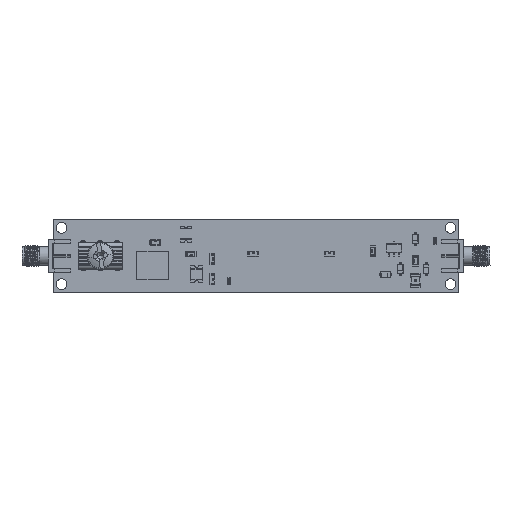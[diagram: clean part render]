
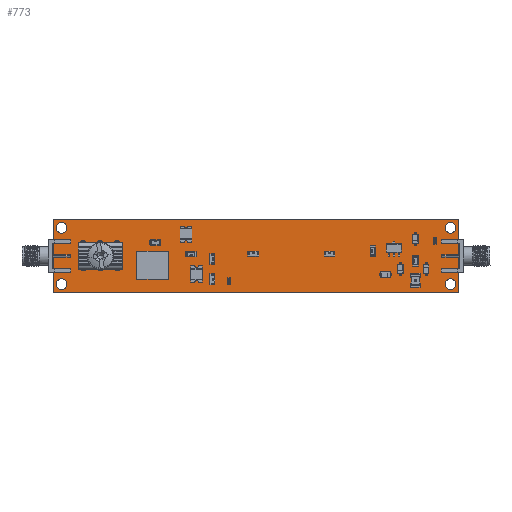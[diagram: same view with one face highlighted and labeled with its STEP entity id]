
A CAD part, top view. The second image highlights one B-rep face of the part: STEP entity #773.
In plain terms, the highlighted planar face has unit normal (0, 0, 1).
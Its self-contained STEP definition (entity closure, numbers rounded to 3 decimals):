
#140 = VERTEX_POINT('',#141);
#141 = CARTESIAN_POINT('',(0.,0.,1.655));
#147 = EDGE_CURVE('',#140,#148,#150,.T.);
#148 = VERTEX_POINT('',#149);
#149 = CARTESIAN_POINT('',(119.38,0.,1.655));
#150 = LINE('',#151,#152);
#151 = CARTESIAN_POINT('',(0.,0.,1.655));
#152 = VECTOR('',#153,1.);
#153 = DIRECTION('',(1.,0.,0.));
#178 = EDGE_CURVE('',#148,#179,#181,.T.);
#179 = VERTEX_POINT('',#180);
#180 = CARTESIAN_POINT('',(119.38,21.59,1.655));
#181 = LINE('',#182,#183);
#182 = CARTESIAN_POINT('',(119.38,0.,1.655));
#183 = VECTOR('',#184,1.);
#184 = DIRECTION('',(0.,1.,0.));
#209 = EDGE_CURVE('',#179,#210,#212,.T.);
#210 = VERTEX_POINT('',#211);
#211 = CARTESIAN_POINT('',(0.,21.59,1.655));
#212 = LINE('',#213,#214);
#213 = CARTESIAN_POINT('',(119.38,21.59,1.655));
#214 = VECTOR('',#215,1.);
#215 = DIRECTION('',(-1.,0.,0.));
#240 = EDGE_CURVE('',#210,#140,#241,.T.);
#241 = LINE('',#242,#243);
#242 = CARTESIAN_POINT('',(0.,21.59,1.655));
#243 = VECTOR('',#244,1.);
#244 = DIRECTION('',(0.,-1.,0.));
#264 = VERTEX_POINT('',#265);
#265 = CARTESIAN_POINT('',(4.088,2.5,1.655));
#271 = EDGE_CURVE('',#264,#264,#272,.T.);
#272 = CIRCLE('',#273,1.588);
#273 = AXIS2_PLACEMENT_3D('',#274,#275,#276);
#274 = CARTESIAN_POINT('',(2.5,2.5,1.655));
#275 = DIRECTION('',(0.,0.,1.));
#276 = DIRECTION('',(1.,0.,0.));
#297 = VERTEX_POINT('',#298);
#298 = CARTESIAN_POINT('',(14.865,7.4,1.655));
#304 = EDGE_CURVE('',#297,#297,#305,.T.);
#305 = CIRCLE('',#306,0.965);
#306 = AXIS2_PLACEMENT_3D('',#307,#308,#309);
#307 = CARTESIAN_POINT('',(13.9,7.4,1.655));
#308 = DIRECTION('',(0.,0.,1.));
#309 = DIRECTION('',(1.,0.,0.));
#330 = VERTEX_POINT('',#331);
#331 = CARTESIAN_POINT('',(9.865,7.4,1.655));
#337 = EDGE_CURVE('',#330,#330,#338,.T.);
#338 = CIRCLE('',#339,0.965);
#339 = AXIS2_PLACEMENT_3D('',#340,#341,#342);
#340 = CARTESIAN_POINT('',(8.9,7.4,1.655));
#341 = DIRECTION('',(0.,0.,1.));
#342 = DIRECTION('',(1.,0.,0.));
#363 = VERTEX_POINT('',#364);
#364 = CARTESIAN_POINT('',(3.05,6.795,1.655));
#370 = EDGE_CURVE('',#363,#363,#371,.T.);
#371 = CIRCLE('',#372,0.25);
#372 = AXIS2_PLACEMENT_3D('',#373,#374,#375);
#373 = CARTESIAN_POINT('',(2.8,6.795,1.655));
#374 = DIRECTION('',(0.,0.,1.));
#375 = DIRECTION('',(1.,0.,0.));
#396 = VERTEX_POINT('',#397);
#397 = CARTESIAN_POINT('',(3.05,14.795,1.655));
#403 = EDGE_CURVE('',#396,#396,#404,.T.);
#404 = CIRCLE('',#405,0.25);
#405 = AXIS2_PLACEMENT_3D('',#406,#407,#408);
#406 = CARTESIAN_POINT('',(2.8,14.795,1.655));
#407 = DIRECTION('',(0.,0.,1.));
#408 = DIRECTION('',(1.,0.,0.));
#429 = VERTEX_POINT('',#430);
#430 = CARTESIAN_POINT('',(9.865,14.4,1.655));
#436 = EDGE_CURVE('',#429,#429,#437,.T.);
#437 = CIRCLE('',#438,0.965);
#438 = AXIS2_PLACEMENT_3D('',#439,#440,#441);
#439 = CARTESIAN_POINT('',(8.9,14.4,1.655));
#440 = DIRECTION('',(0.,0.,1.));
#441 = DIRECTION('',(1.,0.,0.));
#462 = VERTEX_POINT('',#463);
#463 = CARTESIAN_POINT('',(4.088,19.1,1.655));
#469 = EDGE_CURVE('',#462,#462,#470,.T.);
#470 = CIRCLE('',#471,1.588);
#471 = AXIS2_PLACEMENT_3D('',#472,#473,#474);
#472 = CARTESIAN_POINT('',(2.5,19.1,1.655));
#473 = DIRECTION('',(0.,0.,1.));
#474 = DIRECTION('',(1.,0.,0.));
#495 = VERTEX_POINT('',#496);
#496 = CARTESIAN_POINT('',(19.865,7.4,1.655));
#502 = EDGE_CURVE('',#495,#495,#503,.T.);
#503 = CIRCLE('',#504,0.965);
#504 = AXIS2_PLACEMENT_3D('',#505,#506,#507);
#505 = CARTESIAN_POINT('',(18.9,7.4,1.655));
#506 = DIRECTION('',(0.,0.,1.));
#507 = DIRECTION('',(1.,0.,0.));
#528 = VERTEX_POINT('',#529);
#529 = CARTESIAN_POINT('',(118.487,2.5,1.655));
#535 = EDGE_CURVE('',#528,#528,#536,.T.);
#536 = CIRCLE('',#537,1.588);
#537 = AXIS2_PLACEMENT_3D('',#538,#539,#540);
#538 = CARTESIAN_POINT('',(116.9,2.5,1.655));
#539 = DIRECTION('',(0.,0.,1.));
#540 = DIRECTION('',(1.,0.,0.));
#561 = VERTEX_POINT('',#562);
#562 = CARTESIAN_POINT('',(116.83,6.795,1.655));
#568 = EDGE_CURVE('',#561,#561,#569,.T.);
#569 = CIRCLE('',#570,0.25);
#570 = AXIS2_PLACEMENT_3D('',#571,#572,#573);
#571 = CARTESIAN_POINT('',(116.58,6.795,1.655));
#572 = DIRECTION('',(0.,0.,1.));
#573 = DIRECTION('',(1.,0.,0.));
#594 = VERTEX_POINT('',#595);
#595 = CARTESIAN_POINT('',(19.865,14.4,1.655));
#601 = EDGE_CURVE('',#594,#594,#602,.T.);
#602 = CIRCLE('',#603,0.965);
#603 = AXIS2_PLACEMENT_3D('',#604,#605,#606);
#604 = CARTESIAN_POINT('',(18.9,14.4,1.655));
#605 = DIRECTION('',(0.,0.,1.));
#606 = DIRECTION('',(1.,0.,0.));
#627 = VERTEX_POINT('',#628);
#628 = CARTESIAN_POINT('',(14.865,14.4,1.655));
#634 = EDGE_CURVE('',#627,#627,#635,.T.);
#635 = CIRCLE('',#636,0.965);
#636 = AXIS2_PLACEMENT_3D('',#637,#638,#639);
#637 = CARTESIAN_POINT('',(13.9,14.4,1.655));
#638 = DIRECTION('',(0.,0.,1.));
#639 = DIRECTION('',(1.,0.,0.));
#660 = VERTEX_POINT('',#661);
#661 = CARTESIAN_POINT('',(116.83,14.795,1.655));
#667 = EDGE_CURVE('',#660,#660,#668,.T.);
#668 = CIRCLE('',#669,0.25);
#669 = AXIS2_PLACEMENT_3D('',#670,#671,#672);
#670 = CARTESIAN_POINT('',(116.58,14.795,1.655));
#671 = DIRECTION('',(0.,0.,1.));
#672 = DIRECTION('',(1.,0.,0.));
#693 = VERTEX_POINT('',#694);
#694 = CARTESIAN_POINT('',(118.487,19.1,1.655));
#700 = EDGE_CURVE('',#693,#693,#701,.T.);
#701 = CIRCLE('',#702,1.588);
#702 = AXIS2_PLACEMENT_3D('',#703,#704,#705);
#703 = CARTESIAN_POINT('',(116.9,19.1,1.655));
#704 = DIRECTION('',(0.,0.,1.));
#705 = DIRECTION('',(1.,0.,0.));
#773 = ADVANCED_FACE('',(#774,#780,#783,#786,#789,#792,#795,#798,#801,
    #804,#807,#810,#813,#816,#819),#822,.F.);
#774 = FACE_BOUND('',#775,.T.);
#775 = EDGE_LOOP('',(#776,#777,#778,#779));
#776 = ORIENTED_EDGE('',*,*,#147,.T.);
#777 = ORIENTED_EDGE('',*,*,#178,.T.);
#778 = ORIENTED_EDGE('',*,*,#209,.T.);
#779 = ORIENTED_EDGE('',*,*,#240,.T.);
#780 = FACE_BOUND('',#781,.F.);
#781 = EDGE_LOOP('',(#782));
#782 = ORIENTED_EDGE('',*,*,#271,.T.);
#783 = FACE_BOUND('',#784,.F.);
#784 = EDGE_LOOP('',(#785));
#785 = ORIENTED_EDGE('',*,*,#304,.T.);
#786 = FACE_BOUND('',#787,.F.);
#787 = EDGE_LOOP('',(#788));
#788 = ORIENTED_EDGE('',*,*,#337,.T.);
#789 = FACE_BOUND('',#790,.F.);
#790 = EDGE_LOOP('',(#791));
#791 = ORIENTED_EDGE('',*,*,#370,.T.);
#792 = FACE_BOUND('',#793,.F.);
#793 = EDGE_LOOP('',(#794));
#794 = ORIENTED_EDGE('',*,*,#403,.T.);
#795 = FACE_BOUND('',#796,.F.);
#796 = EDGE_LOOP('',(#797));
#797 = ORIENTED_EDGE('',*,*,#436,.T.);
#798 = FACE_BOUND('',#799,.F.);
#799 = EDGE_LOOP('',(#800));
#800 = ORIENTED_EDGE('',*,*,#469,.T.);
#801 = FACE_BOUND('',#802,.F.);
#802 = EDGE_LOOP('',(#803));
#803 = ORIENTED_EDGE('',*,*,#502,.T.);
#804 = FACE_BOUND('',#805,.F.);
#805 = EDGE_LOOP('',(#806));
#806 = ORIENTED_EDGE('',*,*,#535,.T.);
#807 = FACE_BOUND('',#808,.F.);
#808 = EDGE_LOOP('',(#809));
#809 = ORIENTED_EDGE('',*,*,#568,.T.);
#810 = FACE_BOUND('',#811,.F.);
#811 = EDGE_LOOP('',(#812));
#812 = ORIENTED_EDGE('',*,*,#601,.T.);
#813 = FACE_BOUND('',#814,.F.);
#814 = EDGE_LOOP('',(#815));
#815 = ORIENTED_EDGE('',*,*,#634,.T.);
#816 = FACE_BOUND('',#817,.F.);
#817 = EDGE_LOOP('',(#818));
#818 = ORIENTED_EDGE('',*,*,#667,.T.);
#819 = FACE_BOUND('',#820,.F.);
#820 = EDGE_LOOP('',(#821));
#821 = ORIENTED_EDGE('',*,*,#700,.T.);
#822 = PLANE('',#823);
#823 = AXIS2_PLACEMENT_3D('',#824,#825,#826);
#824 = CARTESIAN_POINT('',(0.,0.,1.655));
#825 = DIRECTION('',(0.,0.,-1.));
#826 = DIRECTION('',(-1.,0.,0.));
